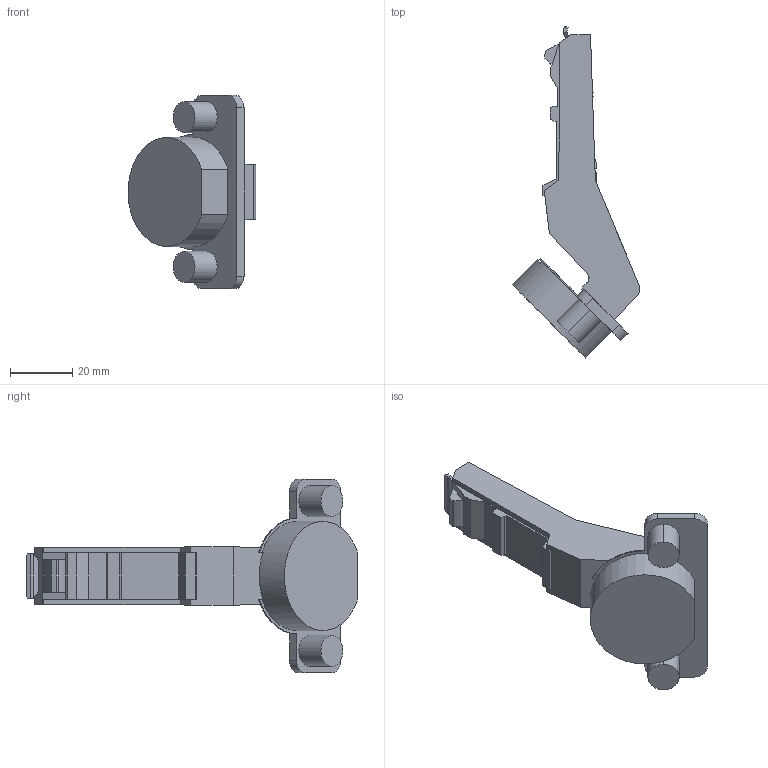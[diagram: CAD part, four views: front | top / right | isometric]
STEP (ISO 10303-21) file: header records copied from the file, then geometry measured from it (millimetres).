
FILE_DESCRIPTION((''),'2;1');
FILE_NAME('702-0C79-SD3DCL','2022-11-09T08:50:03',('marino.prodan'),('Audax d.o.o.'),'CREO PARAMETRIC BY PTC INC, 2021304','CREO PARAMETRIC BY PTC INC, 2021304','');
FILE_SCHEMA(('AUTOMOTIVE_DESIGN { 1 0 10303 214 1 1 1 1 }'));
Length unit declared in the file: millimetre
Products named in the file (1): 702-0C79-SD3DCL
Bounding box: 40.97 x 106.43 x 62.1 mm (x, y, z)
Volume: 34372.6 mm3; surface area: 16219.7 mm2
Topology: 1 solids, 1 shells, 237 faces, 668 edges, 448 vertices
Faces by surface type: plane 172, cylinder 55, cone 6, sphere 4
Entity records: 10260 total; most frequent: CARTESIAN_POINT 1586, ORIENTED_EDGE 1336, DIRECTION 1261, PRESENTATION_STYLE_ASSIGNMENT 669, STYLED_ITEM 669, CURVE_STYLE 668, EDGE_CURVE 668, VECTOR 501
